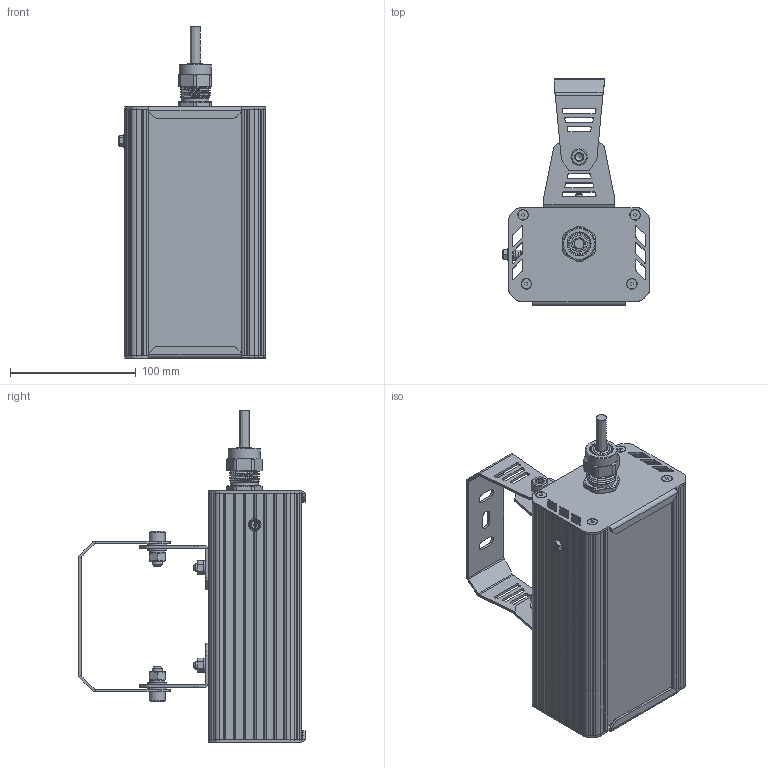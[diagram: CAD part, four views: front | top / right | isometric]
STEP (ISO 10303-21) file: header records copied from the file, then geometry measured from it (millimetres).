
FILE_DESCRIPTION(('STEP AP214'), '1');
FILE_NAME('001.0092.00.006 - ÃÑÏ-Ïðèìà-Îïòèê-2Åõ20', '', ('UNSPECIFIED'), ('UNSPECIFIED'), 'C3D Converter', 'C3D Toolkit', '');
FILE_SCHEMA(('AUTOMOTIVE_DESIGN { 1 0 10303 214 3 1 1}'));
Length unit declared in the file: millimetre
Products named in the file (45): 001.0092.00.006; #2906; #2965; #3024; #3083; #3168; #3227; #3286; #3345
Assembly tree (67 placements, depth 4):
  001.0092.00.006
    (unnamed)
      (unnamed)  x4
      (unnamed)  x4
      (unnamed)
      (unnamed)
      (unnamed)
      (unnamed)
      (unnamed)
      (unnamed)
      (unnamed)
      (unnamed)
      (unnamed)
      (unnamed)
      (unnamed)
        (unnamed)
    (unnamed)  x2
      (unnamed)
      (unnamed)
      (unnamed)
      (unnamed)
      (unnamed)
      (unnamed)
      (unnamed)
      (unnamed)
      (unnamed)
      (unnamed)
    (unnamed)
      (unnamed)
      (unnamed)
      (unnamed)
      (unnamed)  x2
      (unnamed)
      (unnamed)
      (unnamed)
      (unnamed)
      (unnamed)
      #2906
      #2965
      #3024
      #3083  x2
      #3168
      #3227
      #3286
      #3345
Bounding box: 117.15 x 180.44 x 264.5 mm (x, y, z)
Volume: 473132.3 mm3; surface area: 402957.2 mm2
Topology: 109 solids, 109 shells, 1985 faces, 4887 edges, 3246 vertices
Faces by surface type: plane 1275, cylinder 574, cone 77, bspline 47, torus 6, sphere 6
Full cylindrical faces by diameter (mm): 1 x6, 2 x4, 2.5 x8, 2.8 x50, 3.2 x6, 3.5 x12, 4 x9, 4.917 x2, 5 x3, 6 x5, 6.6 x2, 6.647 x2, 7 x2, 8 x10, 8.5 x4, 9 x30, 10 x1, 11 x2, 12.5 x1, 13 x3, 15 x4, 16 x1, 17 x1, 18 x1, 18.5 x1, 19 x1, 20 x1, 21.5 x1, 22 x2, 25.5 x1
Entity records: 91711 total; most frequent: CARTESIAN_POINT 46947, DIRECTION 8444, ORIENTED_EDGE 7242, EDGE_CURVE 3621, AXIS2_PLACEMENT_3D 3058, VERTEX_POINT 2497, LINE 2328, VECTOR 2328
